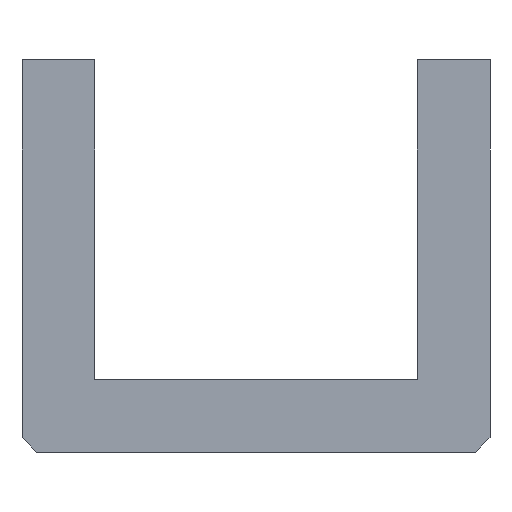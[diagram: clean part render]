
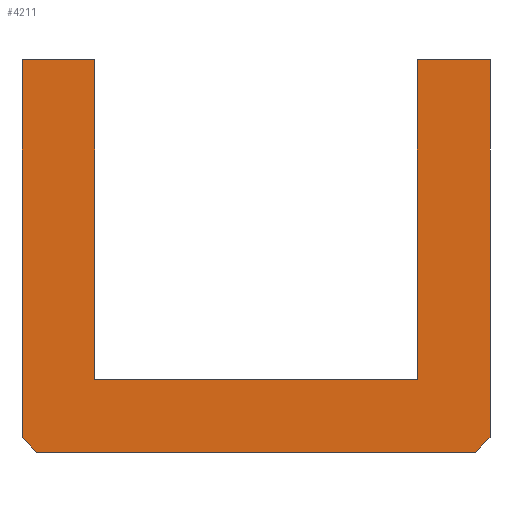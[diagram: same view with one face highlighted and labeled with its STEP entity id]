
A CAD part, front view. The second image highlights one B-rep face of the part: STEP entity #4211.
In plain terms, the highlighted planar face has unit normal (0, -1, 0).
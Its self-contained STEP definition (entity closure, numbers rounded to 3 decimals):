
#32 = CARTESIAN_POINT ( 'NONE',  ( 16.1, -100., -16. ) ) ;
#78 = CARTESIAN_POINT ( 'NONE',  ( -15.55, -100., -15.55 ) ) ;
#165 = VECTOR ( 'NONE', #3467, 1000. ) ;
#208 = ORIENTED_EDGE ( 'NONE', *, *, #1300, .F. ) ;
#236 = VERTEX_POINT ( 'NONE', #1928 ) ;
#401 = CARTESIAN_POINT ( 'NONE',  ( -16.1, -100., 11. ) ) ;
#494 = CARTESIAN_POINT ( 'NONE',  ( 16.1, -100., 11. ) ) ;
#505 = CARTESIAN_POINT ( 'NONE',  ( 11.1, -100., 11. ) ) ;
#576 = VERTEX_POINT ( 'NONE', #4298 ) ;
#621 = LINE ( 'NONE', #964, #766 ) ;
#638 = DIRECTION ( 'NONE',  ( 0.707, 0., 0.707 ) ) ;
#766 = VECTOR ( 'NONE', #2454, 1000. ) ;
#770 = DIRECTION ( 'NONE',  ( 1., 0., 0. ) ) ;
#780 = DIRECTION ( 'NONE',  ( 1., 0., 0. ) ) ;
#878 = EDGE_CURVE ( 'NONE', #2274, #1088, #3910, .T. ) ;
#910 = VECTOR ( 'NONE', #780, 1000. ) ;
#964 = CARTESIAN_POINT ( 'NONE',  ( 11.1, -100., -217.228 ) ) ;
#965 = DIRECTION ( 'NONE',  ( 0., 0., 1. ) ) ;
#983 = VECTOR ( 'NONE', #965, 1000. ) ;
#1011 = ORIENTED_EDGE ( 'NONE', *, *, #878, .T. ) ;
#1031 = VERTEX_POINT ( 'NONE', #505 ) ;
#1088 = VERTEX_POINT ( 'NONE', #3696 ) ;
#1089 = ORIENTED_EDGE ( 'NONE', *, *, #1531, .F. ) ;
#1091 = CARTESIAN_POINT ( 'NONE',  ( -16.1, -100., -15. ) ) ;
#1133 = CARTESIAN_POINT ( 'NONE',  ( -16.1, -100., 11. ) ) ;
#1142 = DIRECTION ( 'NONE',  ( 0., 0., 1. ) ) ;
#1237 = ORIENTED_EDGE ( 'NONE', *, *, #2976, .F. ) ;
#1300 = EDGE_CURVE ( 'NONE', #236, #1088, #3212, .T. ) ;
#1328 = VERTEX_POINT ( 'NONE', #2827 ) ;
#1358 = AXIS2_PLACEMENT_3D ( 'NONE', #3824, #3449, #4299 ) ;
#1362 = CARTESIAN_POINT ( 'NONE',  ( -16.1, -100., -16. ) ) ;
#1364 = VERTEX_POINT ( 'NONE', #1091 ) ;
#1394 = CARTESIAN_POINT ( 'NONE',  ( -15.1, -100., -16. ) ) ;
#1430 = VECTOR ( 'NONE', #1142, 1000. ) ;
#1480 = LINE ( 'NONE', #401, #910 ) ;
#1486 = DIRECTION ( 'NONE',  ( 1., 0., 0. ) ) ;
#1531 = EDGE_CURVE ( 'NONE', #576, #1031, #621, .T. ) ;
#1719 = FACE_OUTER_BOUND ( 'NONE', #3882, .T. ) ;
#1928 = CARTESIAN_POINT ( 'NONE',  ( -16.1, -100., 11. ) ) ;
#1965 = DIRECTION ( 'NONE',  ( 0., 0., -1. ) ) ;
#2108 = CARTESIAN_POINT ( 'NONE',  ( -11.1, -100., -11. ) ) ;
#2110 = LINE ( 'NONE', #1362, #983 ) ;
#2142 = EDGE_CURVE ( 'NONE', #1364, #3697, #3177, .T. ) ;
#2237 = CARTESIAN_POINT ( 'NONE',  ( 16.1, -100., -16. ) ) ;
#2274 = VERTEX_POINT ( 'NONE', #3353 ) ;
#2319 = VERTEX_POINT ( 'NONE', #4361 ) ;
#2364 = ORIENTED_EDGE ( 'NONE', *, *, #3903, .F. ) ;
#2407 = ORIENTED_EDGE ( 'NONE', *, *, #3341, .T. ) ;
#2454 = DIRECTION ( 'NONE',  ( 0., 0., 1. ) ) ;
#2465 = DIRECTION ( 'NONE',  ( 0.707, 0., -0.707 ) ) ;
#2470 = LINE ( 'NONE', #2108, #4280 ) ;
#2588 = EDGE_CURVE ( 'NONE', #2319, #3697, #4326, .T. ) ;
#2786 = ORIENTED_EDGE ( 'NONE', *, *, #2588, .F. ) ;
#2827 = CARTESIAN_POINT ( 'NONE',  ( 16.1, -100., -15. ) ) ;
#2976 = EDGE_CURVE ( 'NONE', #1364, #236, #2110, .T. ) ;
#3089 = VECTOR ( 'NONE', #1965, 1000. ) ;
#3177 = LINE ( 'NONE', #78, #3468 ) ;
#3212 = LINE ( 'NONE', #1133, #4114 ) ;
#3311 = VECTOR ( 'NONE', #638, 1000. ) ;
#3341 = EDGE_CURVE ( 'NONE', #2319, #1328, #3426, .T. ) ;
#3353 = CARTESIAN_POINT ( 'NONE',  ( -11.1, -100., -11. ) ) ;
#3366 = ORIENTED_EDGE ( 'NONE', *, *, #4312, .F. ) ;
#3426 = LINE ( 'NONE', #4468, #3311 ) ;
#3449 = DIRECTION ( 'NONE',  ( 0., -1., 0. ) ) ;
#3467 = DIRECTION ( 'NONE',  ( -1., 0., 0. ) ) ;
#3468 = VECTOR ( 'NONE', #2465, 1000. ) ;
#3561 = EDGE_CURVE ( 'NONE', #4393, #1328, #3977, .T. ) ;
#3696 = CARTESIAN_POINT ( 'NONE',  ( -11.1, -100., 11. ) ) ;
#3697 = VERTEX_POINT ( 'NONE', #1394 ) ;
#3734 = ORIENTED_EDGE ( 'NONE', *, *, #2142, .T. ) ;
#3801 = PLANE ( 'NONE',  #1358 ) ;
#3824 = CARTESIAN_POINT ( 'NONE',  ( 0., -100., 0. ) ) ;
#3882 = EDGE_LOOP ( 'NONE', ( #1237, #3734, #2786, #2407, #4087, #2364, #1089, #3366, #1011, #208 ) ) ;
#3903 = EDGE_CURVE ( 'NONE', #1031, #4393, #1480, .T. ) ;
#3910 = LINE ( 'NONE', #4268, #1430 ) ;
#3977 = LINE ( 'NONE', #2237, #3089 ) ;
#4087 = ORIENTED_EDGE ( 'NONE', *, *, #3561, .F. ) ;
#4114 = VECTOR ( 'NONE', #770, 1000. ) ;
#4211 = ADVANCED_FACE ( 'NONE', ( #1719 ), #3801, .T. ) ;
#4268 = CARTESIAN_POINT ( 'NONE',  ( -11.1, -100., -217.228 ) ) ;
#4280 = VECTOR ( 'NONE', #1486, 1000. ) ;
#4298 = CARTESIAN_POINT ( 'NONE',  ( 11.1, -100., -11. ) ) ;
#4299 = DIRECTION ( 'NONE',  ( 0., 0., -1. ) ) ;
#4312 = EDGE_CURVE ( 'NONE', #2274, #576, #2470, .T. ) ;
#4326 = LINE ( 'NONE', #32, #165 ) ;
#4361 = CARTESIAN_POINT ( 'NONE',  ( 15.1, -100., -16. ) ) ;
#4393 = VERTEX_POINT ( 'NONE', #494 ) ;
#4468 = CARTESIAN_POINT ( 'NONE',  ( 15.55, -100., -15.55 ) ) ;
